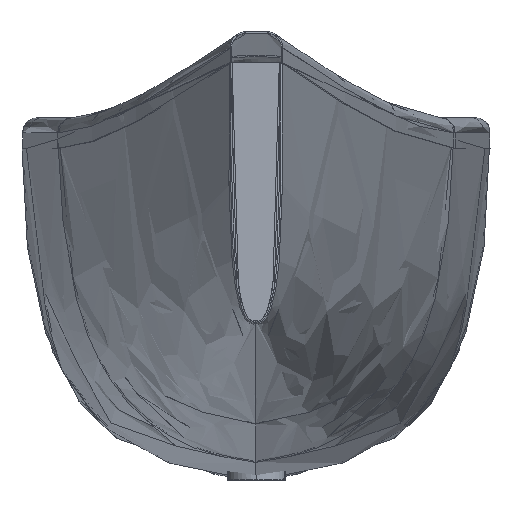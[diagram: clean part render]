
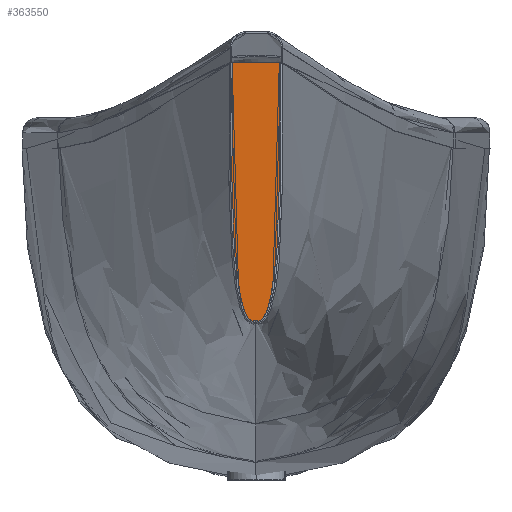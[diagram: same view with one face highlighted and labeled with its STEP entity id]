
A CAD part, left-side view. The second image highlights one B-rep face of the part: STEP entity #363550.
In plain terms, the highlighted face is planar.
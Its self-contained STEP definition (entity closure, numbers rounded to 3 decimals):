
#319830=CARTESIAN_POINT('',(-20.,7.685,
-87.914));
#319840=VERTEX_POINT('',#319830);
#319870=CARTESIAN_POINT('',(-20.,-0.988,
-4.12));
#319880=CARTESIAN_POINT('',(-20.,-0.932,
-4.106));
#319890=CARTESIAN_POINT('',(-20.,-0.876,
-4.092));
#319900=CARTESIAN_POINT('',(-20.,-0.506,
-3.996));
#319910=CARTESIAN_POINT('',(-20.,-0.162,
-3.908));
#319920=CARTESIAN_POINT('',(-20.,0.402,
-3.764));
#319930=CARTESIAN_POINT('',(-20.,0.653,
-3.722));
#319940=CARTESIAN_POINT('',(-20.,1.105,
-3.786));
#319950=CARTESIAN_POINT('',(-20.,1.274,
-3.844));
#319960=CARTESIAN_POINT('',(-20.,1.898,
-4.179));
#319970=CARTESIAN_POINT('',(-20.,2.275,
-4.596));
#319980=CARTESIAN_POINT('',(-20.,2.963,
-5.58));
#319990=CARTESIAN_POINT('',(-20.,3.277,
-6.194));
#320000=CARTESIAN_POINT('',(-20.,3.805,
-7.422));
#320010=CARTESIAN_POINT('',(-20.,4.032,
-8.058));
#320020=CARTESIAN_POINT('',(-20.,4.639,
-9.98));
#320030=CARTESIAN_POINT('',(-20.,4.953,
-11.297));
#320040=CARTESIAN_POINT('',(-20.,5.817,
-15.548));
#320050=CARTESIAN_POINT('',(-20.,6.199,
-18.527));
#320060=CARTESIAN_POINT('',(-20.,6.803,
-24.488));
#320070=CARTESIAN_POINT('',(-20.,7.016,
-27.48));
#320080=CARTESIAN_POINT('',(-20.,7.511,
-36.465));
#320090=CARTESIAN_POINT('',(-20.,7.648,
-42.469));
#320100=CARTESIAN_POINT('',(-20.,7.757,
-53.253));
#320110=CARTESIAN_POINT('',(-20.,7.751,
-58.034));
#320120=CARTESIAN_POINT('',(-20.,7.719,
-65.206));
#320130=CARTESIAN_POINT('',(-20.,7.704,
-67.596));
#320140=CARTESIAN_POINT('',(-20.,7.688,
-72.377));
#320150=CARTESIAN_POINT('',(-20.,7.69,
-74.768));
#320160=CARTESIAN_POINT('',(-20.,7.686,
-84.431));
#320170=CARTESIAN_POINT('',(-20.,7.683,
-91.704));
#320180=CARTESIAN_POINT('',(-20.,7.68,
-98.976));
#320190=B_SPLINE_CURVE_WITH_KNOTS('',3,(#319870,#319880,#319890,#319900,
#319910,#319920,#319930,#319940,#319950,#319960,#319970,#319980,#319990,
#320000,#320010,#320020,#320030,#320040,#320050,#320060,#320070,#320080,
#320090,#320100,#320110,#320120,#320130,#320140,#320150,#320160,#320170,
#320180),.UNSPECIFIED.,.F.,.F.,(4,2,2,2,2,2,2,2,2,2,2,2,2,2,2,4),(
25.079,25.253,26.226,27.183,
27.896,29.687,31.729,33.728,
37.709,46.478,55.228,72.734,
86.664,93.625,100.585,121.766),
.UNSPECIFIED.);
#320200=CARTESIAN_POINT('',(-20.,0.,
-3.867));
#320210=VERTEX_POINT('',#320200);
#320220=EDGE_CURVE('',#320210,#319840,#320190,.T.);
#363040=CARTESIAN_POINT('',(-20.,0.,99.861));
#363050=DIRECTION('',(-1.,-0.,-0.));
#363060=DIRECTION('',(0.,0.,-1.));
#363070=AXIS2_PLACEMENT_3D('',#363040,#363050,#363060);
#363080=PLANE('',#363070);
#363090=CARTESIAN_POINT('',(-20.,0.988,
-4.12));
#363100=CARTESIAN_POINT('',(-20.,0.932,
-4.106));
#363110=CARTESIAN_POINT('',(-20.,0.876,
-4.092));
#363120=CARTESIAN_POINT('',(-20.,0.506,
-3.996));
#363130=CARTESIAN_POINT('',(-20.,0.162,
-3.908));
#363140=CARTESIAN_POINT('',(-20.,-0.402,
-3.764));
#363150=CARTESIAN_POINT('',(-20.,-0.653,
-3.722));
#363160=CARTESIAN_POINT('',(-20.,-1.105,
-3.786));
#363170=CARTESIAN_POINT('',(-20.,-1.274,
-3.844));
#363180=CARTESIAN_POINT('',(-20.,-1.898,
-4.179));
#363190=CARTESIAN_POINT('',(-20.,-2.275,
-4.596));
#363200=CARTESIAN_POINT('',(-20.,-2.963,
-5.58));
#363210=CARTESIAN_POINT('',(-20.,-3.277,
-6.194));
#363220=CARTESIAN_POINT('',(-20.,-3.805,
-7.422));
#363230=CARTESIAN_POINT('',(-20.,-4.032,
-8.058));
#363240=CARTESIAN_POINT('',(-20.,-4.639,
-9.98));
#363250=CARTESIAN_POINT('',(-20.,-4.953,
-11.297));
#363260=CARTESIAN_POINT('',(-20.,-5.817,
-15.548));
#363270=CARTESIAN_POINT('',(-20.,-6.199,
-18.527));
#363280=CARTESIAN_POINT('',(-20.,-6.803,
-24.488));
#363290=CARTESIAN_POINT('',(-20.,-7.016,
-27.48));
#363300=CARTESIAN_POINT('',(-20.,-7.511,
-36.465));
#363310=CARTESIAN_POINT('',(-20.,-7.648,
-42.469));
#363320=CARTESIAN_POINT('',(-20.,-7.757,
-53.253));
#363330=CARTESIAN_POINT('',(-20.,-7.751,
-58.034));
#363340=CARTESIAN_POINT('',(-20.,-7.719,
-65.206));
#363350=CARTESIAN_POINT('',(-20.,-7.704,
-67.596));
#363360=CARTESIAN_POINT('',(-20.,-7.688,
-72.377));
#363370=CARTESIAN_POINT('',(-20.,-7.69,
-74.768));
#363380=CARTESIAN_POINT('',(-20.,-7.686,
-84.431));
#363390=CARTESIAN_POINT('',(-20.,-7.683,
-91.704));
#363400=CARTESIAN_POINT('',(-20.,-7.68,
-98.976));
#363410=B_SPLINE_CURVE_WITH_KNOTS('',3,(#363090,#363100,#363110,#363120,
#363130,#363140,#363150,#363160,#363170,#363180,#363190,#363200,#363210,
#363220,#363230,#363240,#363250,#363260,#363270,#363280,#363290,#363300,
#363310,#363320,#363330,#363340,#363350,#363360,#363370,#363380,#363390,
#363400),.UNSPECIFIED.,.F.,.F.,(4,2,2,2,2,2,2,2,2,2,2,2,2,2,2,4),(
25.079,25.253,26.226,27.183,
27.896,29.687,31.729,33.728,
37.709,46.478,55.228,72.734,
86.664,93.625,100.585,121.766),
.UNSPECIFIED.);
#363420=CARTESIAN_POINT('',(-20.,-7.685,
-87.914));
#363430=VERTEX_POINT('',#363420);
#363440=EDGE_CURVE('',#320210,#363430,#363410,.T.);
#363450=ORIENTED_EDGE('',*,*,#363440,.T.);
#363460=ORIENTED_EDGE('',*,*,#320220,.F.);
#363470=CARTESIAN_POINT('',(-20.,93.028,
-87.914));
#363480=DIRECTION('',(0.,1.,0.));
#363490=VECTOR('',#363480,1.);
#363500=LINE('',#363470,#363490);
#363510=EDGE_CURVE('',#363430,#319840,#363500,.T.);
#363520=ORIENTED_EDGE('',*,*,#363510,.T.);
#363530=EDGE_LOOP('',(#363520,#363460,#363450));
#363540=FACE_OUTER_BOUND('',#363530,.T.);
#363550=ADVANCED_FACE('',(#363540),#363080,.F.);
